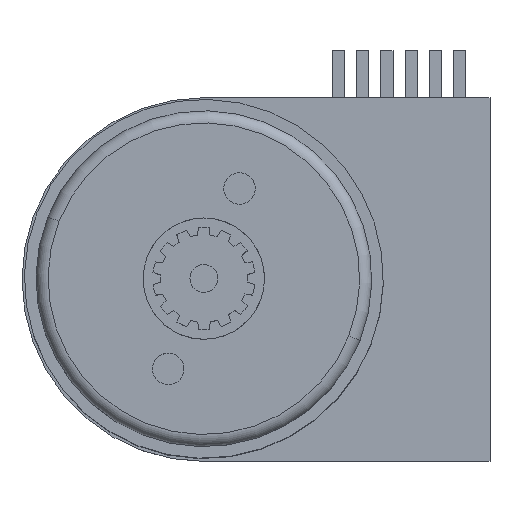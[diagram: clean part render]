
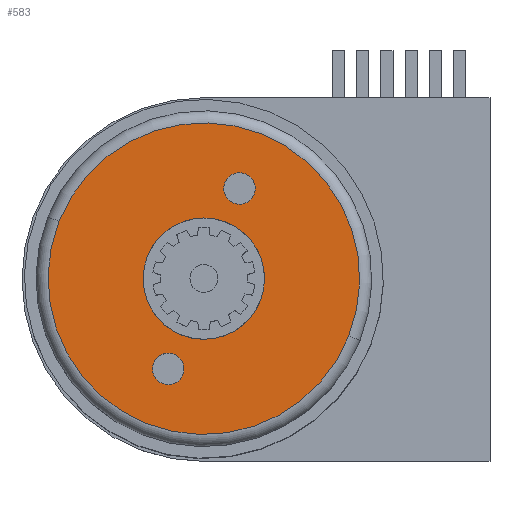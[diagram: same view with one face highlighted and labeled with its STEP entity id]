
A CAD part, top view. The second image highlights one B-rep face of the part: STEP entity #583.
In plain terms, the highlighted planar face has unit normal (0, 0, 1).
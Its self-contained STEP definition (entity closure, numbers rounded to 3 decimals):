
#583=ADVANCED_FACE('',(#784,#785,#786,#787),#788,.T.);
#784=FACE_BOUND('',#1139,.T.);
#785=FACE_BOUND('',#1140,.T.);
#786=FACE_BOUND('',#1141,.T.);
#787=FACE_OUTER_BOUND('',#1142,.T.);
#788=PLANE('',#1143);
#1139=EDGE_LOOP('',(#1624,#1625));
#1140=EDGE_LOOP('',(#1626,#1627));
#1141=EDGE_LOOP('',(#1628,#1629));
#1142=EDGE_LOOP('',(#1630,#1631));
#1143=AXIS2_PLACEMENT_3D('',#1632,#1633,#1634);
#1624=ORIENTED_EDGE('',*,*,#2791,.T.);
#1625=ORIENTED_EDGE('',*,*,#2790,.T.);
#1626=ORIENTED_EDGE('',*,*,#2793,.T.);
#1627=ORIENTED_EDGE('',*,*,#2786,.T.);
#1628=ORIENTED_EDGE('',*,*,#2802,.T.);
#1629=ORIENTED_EDGE('',*,*,#2760,.T.);
#1630=ORIENTED_EDGE('',*,*,#2804,.F.);
#1631=ORIENTED_EDGE('',*,*,#2757,.F.);
#1632=CARTESIAN_POINT('',(0.,0.,37.8));
#1633=DIRECTION('',(0.,0.,1.));
#1634=DIRECTION('',(0.93,-0.367,0.));
#2757=EDGE_CURVE('',#3167,#3169,#3170,.T.);
#2760=EDGE_CURVE('',#3175,#3172,#3176,.T.);
#2786=EDGE_CURVE('',#3217,#3221,#3223,.T.);
#2790=EDGE_CURVE('',#3225,#3229,#3231,.T.);
#2791=EDGE_CURVE('',#3229,#3225,#3232,.T.);
#2793=EDGE_CURVE('',#3221,#3217,#3234,.T.);
#2802=EDGE_CURVE('',#3172,#3175,#3243,.T.);
#2804=EDGE_CURVE('',#3169,#3167,#3245,.T.);
#3167=VERTEX_POINT('',#3836);
#3169=VERTEX_POINT('',#3838);
#3170=CIRCLE('',#3839,12.85);
#3172=VERTEX_POINT('',#3841);
#3175=VERTEX_POINT('',#3845);
#3176=CIRCLE('',#3846,5.);
#3217=VERTEX_POINT('',#3898);
#3221=VERTEX_POINT('',#3903);
#3223=CIRCLE('',#3906,1.3);
#3225=VERTEX_POINT('',#3908);
#3229=VERTEX_POINT('',#3913);
#3231=CIRCLE('',#3916,1.3);
#3232=CIRCLE('',#3917,1.3);
#3234=CIRCLE('',#3919,1.3);
#3243=CIRCLE('',#3928,5.);
#3245=CIRCLE('',#3930,12.85);
#3836=CARTESIAN_POINT('',(-11.951,4.721,37.8));
#3838=CARTESIAN_POINT('',(11.951,-4.721,37.8));
#3839=AXIS2_PLACEMENT_3D('',#4799,#4800,#4801);
#3841=CARTESIAN_POINT('',(4.65,-1.837,37.8));
#3845=CARTESIAN_POINT('',(-4.65,1.837,37.8));
#3846=AXIS2_PLACEMENT_3D('',#4806,#4807,#4808);
#3898=CARTESIAN_POINT('',(4.148,6.963,37.8));
#3903=CARTESIAN_POINT('',(1.73,7.918,37.8));
#3906=AXIS2_PLACEMENT_3D('',#4858,#4859,#4860);
#3908=CARTESIAN_POINT('',(-1.73,-7.918,37.8));
#3913=CARTESIAN_POINT('',(-4.148,-6.963,37.8));
#3916=AXIS2_PLACEMENT_3D('',#4866,#4867,#4868);
#3917=AXIS2_PLACEMENT_3D('',#4869,#4870,#4871);
#3919=AXIS2_PLACEMENT_3D('',#4875,#4876,#4877);
#3928=AXIS2_PLACEMENT_3D('',#4902,#4903,#4904);
#3930=AXIS2_PLACEMENT_3D('',#4908,#4909,#4910);
#4799=CARTESIAN_POINT('',(0.,0.,37.8));
#4800=DIRECTION('',(0.,0.,-1.));
#4801=DIRECTION('',(-0.93,0.367,0.));
#4806=CARTESIAN_POINT('',(0.,0.,37.8));
#4807=DIRECTION('',(0.,0.,-1.));
#4808=DIRECTION('',(0.93,-0.367,0.));
#4858=CARTESIAN_POINT('',(2.939,7.441,37.8));
#4859=DIRECTION('',(0.,0.,-1.));
#4860=DIRECTION('',(0.93,-0.367,0.));
#4866=CARTESIAN_POINT('',(-2.939,-7.441,37.8));
#4867=DIRECTION('',(0.,0.,-1.));
#4868=DIRECTION('',(0.93,-0.367,0.));
#4869=CARTESIAN_POINT('',(-2.939,-7.441,37.8));
#4870=DIRECTION('',(0.,0.,-1.));
#4871=DIRECTION('',(0.93,-0.367,0.));
#4875=CARTESIAN_POINT('',(2.939,7.441,37.8));
#4876=DIRECTION('',(0.,0.,-1.));
#4877=DIRECTION('',(0.93,-0.367,0.));
#4902=CARTESIAN_POINT('',(0.,0.,37.8));
#4903=DIRECTION('',(0.,0.,-1.));
#4904=DIRECTION('',(0.93,-0.367,0.));
#4908=CARTESIAN_POINT('',(0.,0.,37.8));
#4909=DIRECTION('',(0.,0.,-1.));
#4910=DIRECTION('',(-0.93,0.367,0.));
